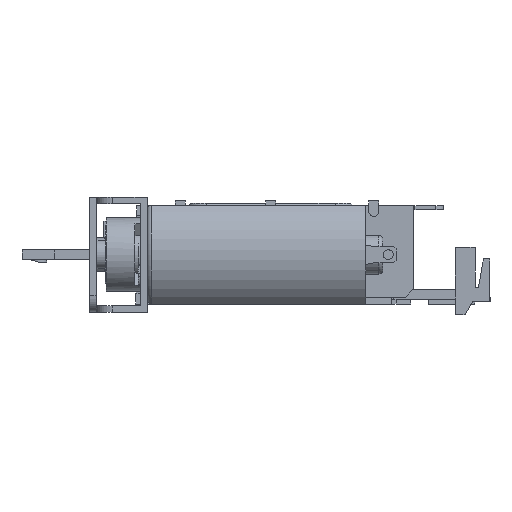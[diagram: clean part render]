
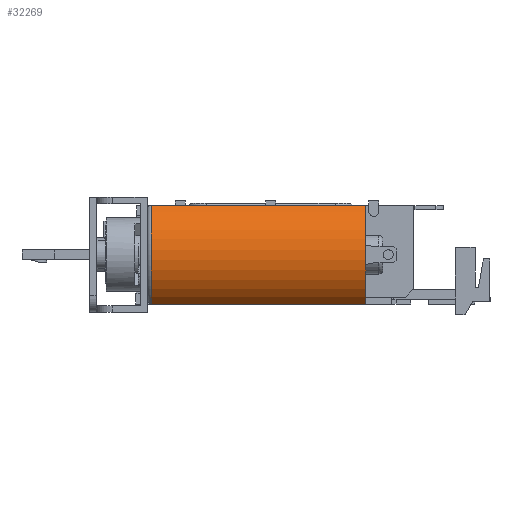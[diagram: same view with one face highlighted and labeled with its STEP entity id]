
A CAD part, left-side view. The second image highlights one B-rep face of the part: STEP entity #32269.
In plain terms, the highlighted cylindrical face has radius 7.75 mm (diameter 15.5 mm), a partial arc.
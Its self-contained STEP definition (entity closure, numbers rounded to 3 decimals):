
#32133=CARTESIAN_POINT('',(-9.855,15.5,101.95));
#32134=VERTEX_POINT('',#32133);
#32141=CARTESIAN_POINT('',(-9.855,15.5,89.95));
#32142=VERTEX_POINT('',#32141);
#32143=CARTESIAN_POINT('',(-4.95,15.5,95.95));
#32144=DIRECTION('',(0.,1.0,0.));
#32145=DIRECTION('',(-0.633,0.,-0.774));
#32146=AXIS2_PLACEMENT_3D('',#32143,#32144,#32145);
#32147=CIRCLE('',#32146,7.75);
#32148=EDGE_CURVE('',#32142,#32134,#32147,.T.);
#32238=CARTESIAN_POINT('',(-4.95,42.,95.95));
#32239=DIRECTION('',(0.,-1.0,0.));
#32240=DIRECTION('',(-0.633,0.,-0.774));
#32241=AXIS2_PLACEMENT_3D('',#32238,#32239,#32240);
#32242=CYLINDRICAL_SURFACE('',#32241,7.75);
#32243=CARTESIAN_POINT('',(-9.855,41.5,89.95));
#32244=VERTEX_POINT('',#32243);
#32245=CARTESIAN_POINT('',(-9.855,41.5,101.95));
#32246=VERTEX_POINT('',#32245);
#32247=CARTESIAN_POINT('',(-4.95,41.5,95.95));
#32248=DIRECTION('',(0.,1.0,0.));
#32249=DIRECTION('',(-1.0,0.,0.));
#32250=AXIS2_PLACEMENT_3D('',#32247,#32248,#32249);
#32251=CIRCLE('',#32250,7.75);
#32252=EDGE_CURVE('',#32244,#32246,#32251,.T.);
#32253=ORIENTED_EDGE('',*,*,#32252,.F.);
#32254=CARTESIAN_POINT('',(-9.855,41.5,89.95));
#32255=DIRECTION('',(0.,-1.0,0.));
#32256=VECTOR('',#32255,26.);
#32257=LINE('',#32254,#32256);
#32258=EDGE_CURVE('',#32244,#32142,#32257,.T.);
#32259=ORIENTED_EDGE('',*,*,#32258,.T.);
#32260=ORIENTED_EDGE('',*,*,#32148,.T.);
#32261=CARTESIAN_POINT('',(-9.855,41.5,101.95));
#32262=DIRECTION('',(0.,-1.0,0.));
#32263=VECTOR('',#32262,26.);
#32264=LINE('',#32261,#32263);
#32265=EDGE_CURVE('',#32246,#32134,#32264,.T.);
#32266=ORIENTED_EDGE('',*,*,#32265,.F.);
#32267=EDGE_LOOP('',(#32253,#32259,#32260,#32266));
#32268=FACE_OUTER_BOUND('',#32267,.T.);
#32269=ADVANCED_FACE('',(#32268),#32242,.T.);
